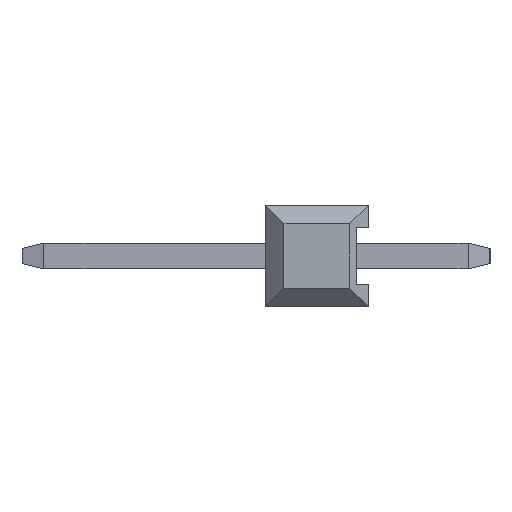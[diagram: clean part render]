
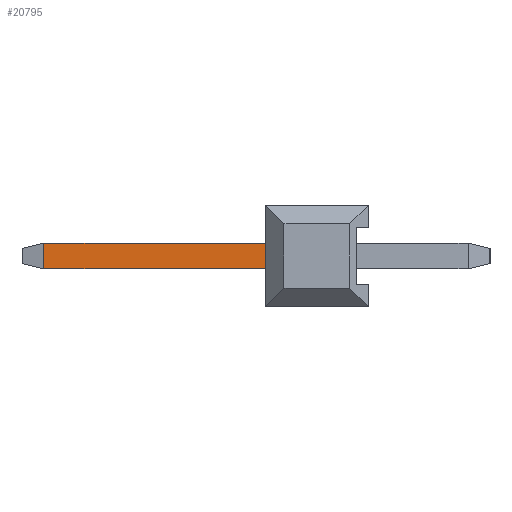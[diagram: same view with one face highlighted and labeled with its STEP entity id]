
A CAD part, left-side view. The second image highlights one B-rep face of the part: STEP entity #20795.
In plain terms, the highlighted planar face has unit normal (-1, 0, 0).
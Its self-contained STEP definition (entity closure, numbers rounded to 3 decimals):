
#2185 = CARTESIAN_POINT ( 'NONE',  ( -0.32, 2.54, 0.32 ) ) ;
#3707 = VERTEX_POINT ( 'NONE', #2185 ) ;
#7692 = CARTESIAN_POINT ( 'NONE',  ( -0.32, 7.999, 0.32 ) ) ;
#7758 = CARTESIAN_POINT ( 'NONE',  ( -0.32, 7.999, -0.32 ) ) ;
#10068 = PLANE ( 'NONE',  #21970 ) ;
#10069 = CARTESIAN_POINT ( 'NONE',  ( -0.32, 8.54, 0.32 ) ) ;
#10070 = DIRECTION ( 'NONE',  ( -1., 0., 0. ) ) ;
#10071 = DIRECTION ( 'NONE',  ( 0., 0., 1. ) ) ;
#10552 = ORIENTED_EDGE ( 'NONE', *, *, #17523, .T. ) ;
#10562 = ORIENTED_EDGE ( 'NONE', *, *, #20438, .T. ) ;
#10567 = ORIENTED_EDGE ( 'NONE', *, *, #17526, .F. ) ;
#10576 = ORIENTED_EDGE ( 'NONE', *, *, #17525, .T. ) ;
#11724 = VERTEX_POINT ( 'NONE', #7692 ) ;
#11834 = EDGE_LOOP ( 'NONE', ( #10567, #10576, #10552, #10562 ) ) ;
#12028 = VERTEX_POINT ( 'NONE', #7758 ) ;
#16183 = LINE ( 'NONE', #16184, #20065 ) ;
#16184 = CARTESIAN_POINT ( 'NONE',  ( -0.32, 8.54, -0.32 ) ) ;
#16185 = DIRECTION ( 'NONE',  ( 0., -1., 0. ) ) ;
#16189 = LINE ( 'NONE', #16190, #20067 ) ;
#16190 = CARTESIAN_POINT ( 'NONE',  ( -0.32, 7.999, 0.32 ) ) ;
#16191 = DIRECTION ( 'NONE',  ( 0., 0., -1. ) ) ;
#16192 = LINE ( 'NONE', #16193, #20068 ) ;
#16193 = CARTESIAN_POINT ( 'NONE',  ( -0.32, 8.54, 0.32 ) ) ;
#16194 = DIRECTION ( 'NONE',  ( 0., -1., 0. ) ) ;
#17523 = EDGE_CURVE ( 'NONE', #12028, #23187, #16183, .T. ) ;
#17525 = EDGE_CURVE ( 'NONE', #11724, #12028, #16189, .T. ) ;
#17526 = EDGE_CURVE ( 'NONE', #11724, #3707, #16192, .T. ) ;
#18222 = VECTOR ( 'NONE', #21342, 1000. ) ;
#20065 = VECTOR ( 'NONE', #16185, 1000. ) ;
#20067 = VECTOR ( 'NONE', #16191, 1000. ) ;
#20068 = VECTOR ( 'NONE', #16194, 1000. ) ;
#20438 = EDGE_CURVE ( 'NONE', #23187, #3707, #21340, .T. ) ;
#20795 = ADVANCED_FACE ( 'NONE', ( #21964 ), #10068, .T. ) ;
#21340 = LINE ( 'NONE', #21341, #18222 ) ;
#21341 = CARTESIAN_POINT ( 'NONE',  ( -0.32, 2.54, -0.32 ) ) ;
#21342 = DIRECTION ( 'NONE',  ( 0., 0., 1. ) ) ;
#21964 = FACE_OUTER_BOUND ( 'NONE', #11834, .T. ) ;
#21970 = AXIS2_PLACEMENT_3D ( 'NONE', #10069, #10070, #10071 ) ;
#23001 = CARTESIAN_POINT ( 'NONE',  ( -0.32, 2.54, -0.32 ) ) ;
#23187 = VERTEX_POINT ( 'NONE', #23001 ) ;
